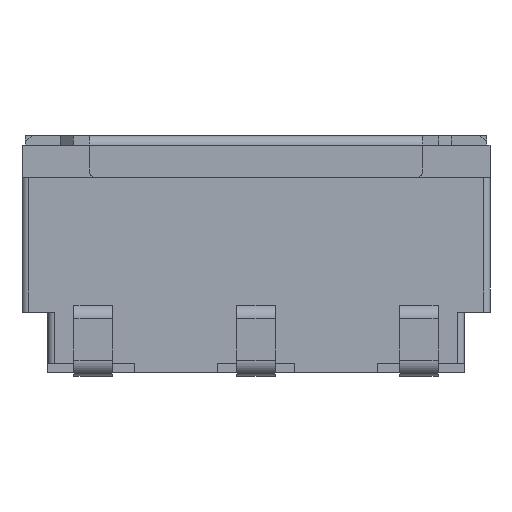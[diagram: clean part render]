
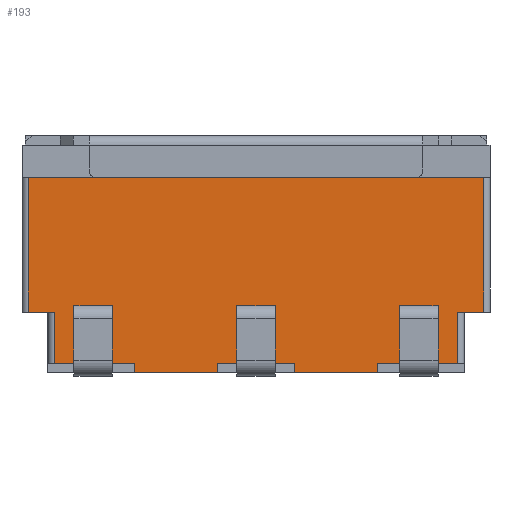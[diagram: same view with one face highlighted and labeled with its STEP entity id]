
A CAD part, left-side view. The second image highlights one B-rep face of the part: STEP entity #193.
In plain terms, the highlighted planar face has unit normal (-1, 0, 0).
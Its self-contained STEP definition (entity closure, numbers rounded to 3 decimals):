
#13=DIRECTION('',(0.,0.,1.));
#24=VERTEX_POINT('',#25);
#25=CARTESIAN_POINT('',(-3.55,-0.6,0.05));
#31=EDGE_CURVE('',#24,#32,#34,.T.);
#32=VERTEX_POINT('',#33);
#33=CARTESIAN_POINT('',(-3.55,-1.9,0.05));
#34=LINE('',#35,#36);
#35=CARTESIAN_POINT('',(-3.55,3.25,0.05));
#36=VECTOR('',#37,1.);
#37=DIRECTION('',(0.,-1.,0.));
#45=DIRECTION('',(1.,0.,0.));
#64=VECTOR('',#65,1.);
#65=DIRECTION('',(0.,1.,0.));
#126=VERTEX_POINT('',#127);
#127=CARTESIAN_POINT('',(-3.55,1.9,0.05));
#131=EDGE_CURVE('',#126,#132,#34,.T.);
#132=VERTEX_POINT('',#133);
#133=CARTESIAN_POINT('',(-3.55,0.6,0.05));
#160=ORIENTED_EDGE('',*,*,#161,.T.);
#161=EDGE_CURVE('',#24,#162,#164,.T.);
#162=VERTEX_POINT('',#163);
#163=CARTESIAN_POINT('',(-3.55,-0.6,0.2));
#164=LINE('',#165,#166);
#165=CARTESIAN_POINT('',(-3.55,-0.6,0.));
#166=VECTOR('',#13,1.);
#193=ADVANCED_FACE('',(#194,#269,#299,#323),#347,.F.);
#194=FACE_BOUND('',#195,.F.);
#195=EDGE_LOOP('',(#196,#204,#209,#213,#160,#214,#219,#223,#224,#230,#236,#242,#249,#254,#259,#264));
#196=ORIENTED_EDGE('',*,*,#197,.F.);
#197=EDGE_CURVE('',#198,#200,#202,.T.);
#198=VERTEX_POINT('',#199);
#199=CARTESIAN_POINT('',(-3.55,-3.15,0.2));
#200=VERTEX_POINT('',#201);
#201=CARTESIAN_POINT('',(-3.55,-3.15,1.));
#202=LINE('',#203,#166);
#203=CARTESIAN_POINT('',(-3.55,-3.15,0.05));
#204=ORIENTED_EDGE('',*,*,#205,.F.);
#205=EDGE_CURVE('',#206,#198,#208,.T.);
#206=VERTEX_POINT('',#207);
#207=CARTESIAN_POINT('',(-3.55,-1.9,0.2));
#208=LINE('',#207,#36);
#209=ORIENTED_EDGE('',*,*,#210,.F.);
#210=EDGE_CURVE('',#32,#206,#211,.T.);
#211=LINE('',#212,#166);
#212=CARTESIAN_POINT('',(-3.55,-1.9,0.));
#213=ORIENTED_EDGE('',*,*,#31,.F.);
#214=ORIENTED_EDGE('',*,*,#215,.F.);
#215=EDGE_CURVE('',#216,#162,#218,.T.);
#216=VERTEX_POINT('',#217);
#217=CARTESIAN_POINT('',(-3.55,0.6,0.2));
#218=LINE('',#217,#36);
#219=ORIENTED_EDGE('',*,*,#220,.F.);
#220=EDGE_CURVE('',#132,#216,#221,.T.);
#221=LINE('',#222,#166);
#222=CARTESIAN_POINT('',(-3.55,0.6,0.));
#223=ORIENTED_EDGE('',*,*,#131,.F.);
#224=ORIENTED_EDGE('',*,*,#225,.T.);
#225=EDGE_CURVE('',#126,#226,#228,.T.);
#226=VERTEX_POINT('',#227);
#227=CARTESIAN_POINT('',(-3.55,1.9,0.2));
#228=LINE('',#229,#166);
#229=CARTESIAN_POINT('',(-3.55,1.9,0.));
#230=ORIENTED_EDGE('',*,*,#231,.F.);
#231=EDGE_CURVE('',#232,#226,#234,.T.);
#232=VERTEX_POINT('',#233);
#233=CARTESIAN_POINT('',(-3.55,3.15,0.2));
#234=LINE('',#235,#36);
#235=CARTESIAN_POINT('',(-3.55,3.25,0.2));
#236=ORIENTED_EDGE('',*,*,#237,.T.);
#237=EDGE_CURVE('',#232,#238,#240,.T.);
#238=VERTEX_POINT('',#239);
#239=CARTESIAN_POINT('',(-3.55,3.15,1.));
#240=LINE('',#241,#166);
#241=CARTESIAN_POINT('',(-3.55,3.15,0.05));
#242=ORIENTED_EDGE('',*,*,#243,.T.);
#243=EDGE_CURVE('',#238,#244,#246,.T.);
#244=VERTEX_POINT('',#245);
#245=CARTESIAN_POINT('',(-3.55,3.55,1.));
#246=LINE('',#239,#247);
#247=VECTOR('',#248,1.);
#248=DIRECTION('',(0.,1.,0.));
#249=ORIENTED_EDGE('',*,*,#250,.T.);
#250=EDGE_CURVE('',#244,#251,#253,.T.);
#251=VERTEX_POINT('',#252);
#252=CARTESIAN_POINT('',(-3.55,3.55,3.1));
#253=LINE('',#245,#166);
#254=ORIENTED_EDGE('',*,*,#255,.F.);
#255=EDGE_CURVE('',#256,#251,#258,.T.);
#256=VERTEX_POINT('',#257);
#257=CARTESIAN_POINT('',(-3.55,-3.55,3.1));
#258=LINE('',#257,#64);
#259=ORIENTED_EDGE('',*,*,#260,.F.);
#260=EDGE_CURVE('',#261,#256,#263,.T.);
#261=VERTEX_POINT('',#262);
#262=CARTESIAN_POINT('',(-3.55,-3.55,1.));
#263=LINE('',#262,#166);
#264=ORIENTED_EDGE('',*,*,#265,.F.);
#265=EDGE_CURVE('',#200,#261,#266,.T.);
#266=LINE('',#201,#267);
#267=VECTOR('',#268,1.);
#268=DIRECTION('',(0.,-1.,0.));
#269=FACE_BOUND('',#270,.F.);
#270=EDGE_LOOP('',(#271,#280,#288,#295));
#271=ORIENTED_EDGE('',*,*,#272,.F.);
#272=EDGE_CURVE('',#273,#275,#277,.T.);
#273=VERTEX_POINT('',#274);
#274=CARTESIAN_POINT('',(-3.55,2.84,1.1));
#275=VERTEX_POINT('',#276);
#276=CARTESIAN_POINT('',(-3.55,2.24,1.1));
#277=LINE('',#274,#278);
#278=VECTOR('',#279,1.);
#279=DIRECTION('',(0.,-1.,0.));
#280=ORIENTED_EDGE('',*,*,#281,.T.);
#281=EDGE_CURVE('',#273,#282,#284,.T.);
#282=VERTEX_POINT('',#283);
#283=CARTESIAN_POINT('',(-3.55,2.84,0.95));
#284=LINE('',#285,#286);
#285=CARTESIAN_POINT('',(-3.55,2.84,0.302));
#286=VECTOR('',#287,1.);
#287=DIRECTION('',(0.,-0.,-1.));
#288=ORIENTED_EDGE('',*,*,#289,.F.);
#289=EDGE_CURVE('',#290,#282,#292,.T.);
#290=VERTEX_POINT('',#291);
#291=CARTESIAN_POINT('',(-3.55,2.24,0.95));
#292=LINE('',#291,#293);
#293=VECTOR('',#294,1.);
#294=DIRECTION('',(0.,1.,0.));
#295=ORIENTED_EDGE('',*,*,#296,.F.);
#296=EDGE_CURVE('',#275,#290,#297,.T.);
#297=LINE('',#298,#286);
#298=CARTESIAN_POINT('',(-3.55,2.24,0.302));
#299=FACE_BOUND('',#300,.F.);
#300=EDGE_LOOP('',(#301,#308,#314,#319));
#301=ORIENTED_EDGE('',*,*,#302,.F.);
#302=EDGE_CURVE('',#303,#305,#307,.T.);
#303=VERTEX_POINT('',#304);
#304=CARTESIAN_POINT('',(-3.55,0.3,1.1));
#305=VERTEX_POINT('',#306);
#306=CARTESIAN_POINT('',(-3.55,-0.3,1.1));
#307=LINE('',#304,#278);
#308=ORIENTED_EDGE('',*,*,#309,.T.);
#309=EDGE_CURVE('',#303,#310,#312,.T.);
#310=VERTEX_POINT('',#311);
#311=CARTESIAN_POINT('',(-3.55,0.3,0.95));
#312=LINE('',#313,#286);
#313=CARTESIAN_POINT('',(-3.55,0.3,0.302));
#314=ORIENTED_EDGE('',*,*,#315,.F.);
#315=EDGE_CURVE('',#316,#310,#318,.T.);
#316=VERTEX_POINT('',#317);
#317=CARTESIAN_POINT('',(-3.55,-0.3,0.95));
#318=LINE('',#317,#293);
#319=ORIENTED_EDGE('',*,*,#320,.F.);
#320=EDGE_CURVE('',#305,#316,#321,.T.);
#321=LINE('',#322,#286);
#322=CARTESIAN_POINT('',(-3.55,-0.3,0.302));
#323=FACE_BOUND('',#324,.F.);
#324=EDGE_LOOP('',(#325,#332,#338,#343));
#325=ORIENTED_EDGE('',*,*,#326,.F.);
#326=EDGE_CURVE('',#327,#329,#331,.T.);
#327=VERTEX_POINT('',#328);
#328=CARTESIAN_POINT('',(-3.55,-2.24,1.1));
#329=VERTEX_POINT('',#330);
#330=CARTESIAN_POINT('',(-3.55,-2.84,1.1));
#331=LINE('',#328,#278);
#332=ORIENTED_EDGE('',*,*,#333,.T.);
#333=EDGE_CURVE('',#327,#334,#336,.T.);
#334=VERTEX_POINT('',#335);
#335=CARTESIAN_POINT('',(-3.55,-2.24,0.95));
#336=LINE('',#337,#286);
#337=CARTESIAN_POINT('',(-3.55,-2.24,0.302));
#338=ORIENTED_EDGE('',*,*,#339,.F.);
#339=EDGE_CURVE('',#340,#334,#342,.T.);
#340=VERTEX_POINT('',#341);
#341=CARTESIAN_POINT('',(-3.55,-2.84,0.95));
#342=LINE('',#341,#293);
#343=ORIENTED_EDGE('',*,*,#344,.F.);
#344=EDGE_CURVE('',#329,#340,#345,.T.);
#345=LINE('',#346,#286);
#346=CARTESIAN_POINT('',(-3.55,-2.84,0.302));
#347=PLANE('',#348);
#348=AXIS2_PLACEMENT_3D('',#35,#45,#37);
